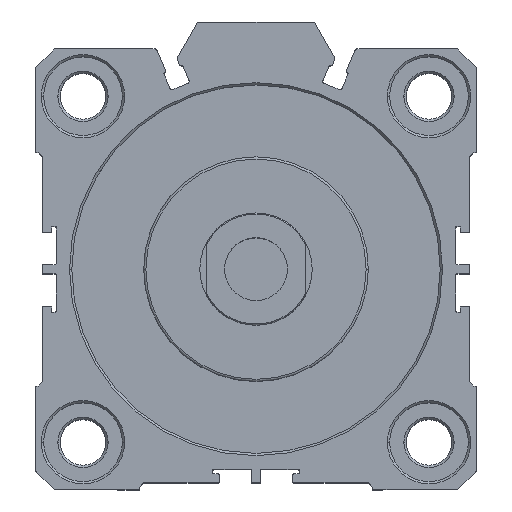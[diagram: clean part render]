
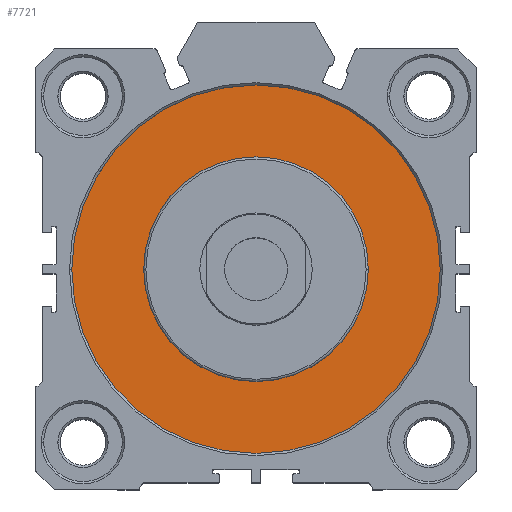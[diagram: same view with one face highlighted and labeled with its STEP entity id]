
A CAD part, top view. The second image highlights one B-rep face of the part: STEP entity #7721.
In plain terms, the highlighted planar face has unit normal (0, 0, 1).
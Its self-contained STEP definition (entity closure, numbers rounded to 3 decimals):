
#168 = DIRECTION ( 'NONE',  ( 0., 0., 1. ) ) ;
#527 = DIRECTION ( 'NONE',  ( 1., 0., 0. ) ) ;
#713 = FACE_BOUND ( 'NONE', #5204, .T. ) ;
#737 = AXIS2_PLACEMENT_3D ( 'NONE', #5432, #1621, #6063 ) ;
#753 = EDGE_CURVE ( 'NONE', #3243, #7170, #1987, .T. ) ;
#828 = CARTESIAN_POINT ( 'NONE',  ( 0., 0., 33.85 ) ) ;
#832 = AXIS2_PLACEMENT_3D ( 'NONE', #828, #5278, #1471 ) ;
#1001 = EDGE_CURVE ( 'NONE', #7170, #3243, #3966, .T. ) ;
#1471 = DIRECTION ( 'NONE',  ( 1., 0., 0. ) ) ;
#1621 = DIRECTION ( 'NONE',  ( 0., 0., 1. ) ) ;
#1627 = CARTESIAN_POINT ( 'NONE',  ( 0., 0., 33.85 ) ) ;
#1673 = ORIENTED_EDGE ( 'NONE', *, *, #2645, .F. ) ;
#1987 = CIRCLE ( 'NONE', #832, 41. ) ;
#2269 = DIRECTION ( 'NONE',  ( 1., 0., 0. ) ) ;
#2468 = ORIENTED_EDGE ( 'NONE', *, *, #753, .T. ) ;
#2623 = FACE_OUTER_BOUND ( 'NONE', #4134, .T. ) ;
#2645 = EDGE_CURVE ( 'NONE', #4960, #7773, #4980, .T. ) ;
#3243 = VERTEX_POINT ( 'NONE', #6504 ) ;
#3719 = CARTESIAN_POINT ( 'NONE',  ( 0., 0., 33.85 ) ) ;
#3739 = EDGE_CURVE ( 'NONE', #7773, #4960, #5819, .T. ) ;
#3966 = CIRCLE ( 'NONE', #5553, 41. ) ;
#3977 = CARTESIAN_POINT ( 'NONE',  ( 0., 0., 33.85 ) ) ;
#4134 = EDGE_LOOP ( 'NONE', ( #7521, #2468 ) ) ;
#4339 = DIRECTION ( 'NONE',  ( 0., 0., 1. ) ) ;
#4609 = DIRECTION ( 'NONE',  ( 1., 0., 0. ) ) ;
#4853 = AXIS2_PLACEMENT_3D ( 'NONE', #3719, #4339, #527 ) ;
#4960 = VERTEX_POINT ( 'NONE', #7953 ) ;
#4980 = CIRCLE ( 'NONE', #4982, 25. ) ;
#4982 = AXIS2_PLACEMENT_3D ( 'NONE', #1627, #6066, #2269 ) ;
#5034 = CARTESIAN_POINT ( 'NONE',  ( 41., 0., 33.85 ) ) ;
#5204 = EDGE_LOOP ( 'NONE', ( #1673, #7331 ) ) ;
#5278 = DIRECTION ( 'NONE',  ( 0., 0., 1. ) ) ;
#5432 = CARTESIAN_POINT ( 'NONE',  ( 0., 0., 33.85 ) ) ;
#5553 = AXIS2_PLACEMENT_3D ( 'NONE', #3977, #168, #4609 ) ;
#5819 = CIRCLE ( 'NONE', #737, 25. ) ;
#6063 = DIRECTION ( 'NONE',  ( 1., 0., 0. ) ) ;
#6066 = DIRECTION ( 'NONE',  ( 0., 0., 1. ) ) ;
#6504 = CARTESIAN_POINT ( 'NONE',  ( -41., 0., 33.85 ) ) ;
#7170 = VERTEX_POINT ( 'NONE', #5034 ) ;
#7331 = ORIENTED_EDGE ( 'NONE', *, *, #3739, .F. ) ;
#7507 = PLANE ( 'NONE',  #4853 ) ;
#7521 = ORIENTED_EDGE ( 'NONE', *, *, #1001, .T. ) ;
#7550 = CARTESIAN_POINT ( 'NONE',  ( 25., 0., 33.85 ) ) ;
#7721 = ADVANCED_FACE ( 'NONE', ( #713, #2623 ), #7507, .T. ) ;
#7773 = VERTEX_POINT ( 'NONE', #7550 ) ;
#7953 = CARTESIAN_POINT ( 'NONE',  ( -25., 0., 33.85 ) ) ;
